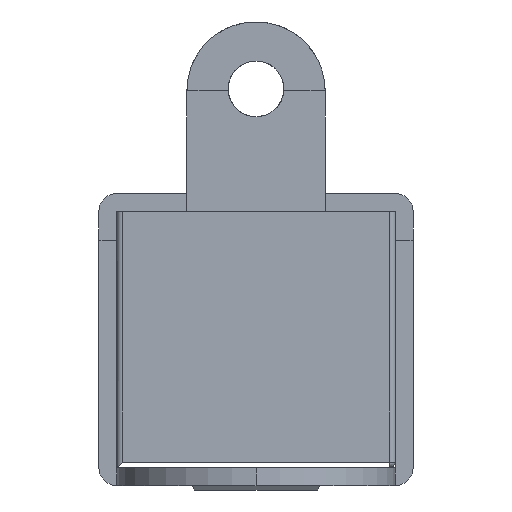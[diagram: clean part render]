
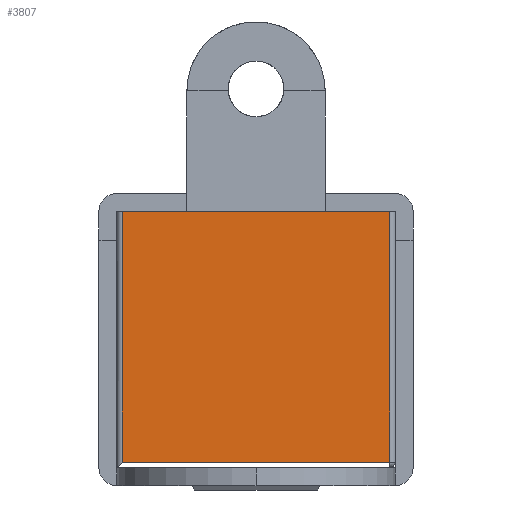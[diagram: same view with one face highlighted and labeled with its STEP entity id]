
A CAD part, left-side view. The second image highlights one B-rep face of the part: STEP entity #3807.
In plain terms, the highlighted planar face has unit normal (-1, 0, 0).
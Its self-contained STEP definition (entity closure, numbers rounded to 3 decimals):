
#55 = LINE ( 'NONE', #2722, #1749 ) ;
#257 = AXIS2_PLACEMENT_3D ( 'NONE', #3632, #3011, #1143 ) ;
#597 = VERTEX_POINT ( 'NONE', #3474 ) ;
#680 = ORIENTED_EDGE ( 'NONE', *, *, #2046, .F. ) ;
#738 = CARTESIAN_POINT ( 'NONE',  ( -1.554, 30.79, 36.63 ) ) ;
#744 = CARTESIAN_POINT ( 'NONE',  ( -1.554, 18.79, 36.63 ) ) ;
#807 = DIRECTION ( 'NONE',  ( 0., 0., -1. ) ) ;
#809 = VECTOR ( 'NONE', #925, 1000. ) ;
#925 = DIRECTION ( 'NONE',  ( 0., 0., 1. ) ) ;
#934 = EDGE_CURVE ( 'NONE', #597, #2997, #2816, .T. ) ;
#943 = CARTESIAN_POINT ( 'NONE',  ( -1.554, 30.79, 25.38 ) ) ;
#946 = CARTESIAN_POINT ( 'NONE',  ( -1.554, 18.79, 25.38 ) ) ;
#1143 = DIRECTION ( 'NONE',  ( 0., 0., -1. ) ) ;
#1264 = EDGE_CURVE ( 'NONE', #1563, #1773, #55, .T. ) ;
#1541 = ORIENTED_EDGE ( 'NONE', *, *, #1264, .F. ) ;
#1563 = VERTEX_POINT ( 'NONE', #946 ) ;
#1651 = FACE_OUTER_BOUND ( 'NONE', #1714, .T. ) ;
#1661 = LINE ( 'NONE', #738, #809 ) ;
#1714 = EDGE_LOOP ( 'NONE', ( #2352, #1541, #680, #3918 ) ) ;
#1749 = VECTOR ( 'NONE', #3962, 1000. ) ;
#1759 = EDGE_CURVE ( 'NONE', #1773, #597, #1661, .T. ) ;
#1773 = VERTEX_POINT ( 'NONE', #943 ) ;
#1826 = CARTESIAN_POINT ( 'NONE',  ( -1.554, 18.79, 36.63 ) ) ;
#1988 = VECTOR ( 'NONE', #3415, 1000. ) ;
#2046 = EDGE_CURVE ( 'NONE', #2997, #1563, #2291, .T. ) ;
#2291 = LINE ( 'NONE', #1826, #3950 ) ;
#2352 = ORIENTED_EDGE ( 'NONE', *, *, #1759, .F. ) ;
#2382 = PLANE ( 'NONE',  #257 ) ;
#2722 = CARTESIAN_POINT ( 'NONE',  ( -1.554, 18.54, 25.38 ) ) ;
#2816 = LINE ( 'NONE', #3431, #1988 ) ;
#2997 = VERTEX_POINT ( 'NONE', #744 ) ;
#3011 = DIRECTION ( 'NONE',  ( 1., 0., 0. ) ) ;
#3415 = DIRECTION ( 'NONE',  ( 0., -1., 0. ) ) ;
#3431 = CARTESIAN_POINT ( 'NONE',  ( -1.554, 24.79, 36.63 ) ) ;
#3474 = CARTESIAN_POINT ( 'NONE',  ( -1.554, 30.79, 36.63 ) ) ;
#3632 = CARTESIAN_POINT ( 'NONE',  ( -1.554, 18.54, 36.63 ) ) ;
#3807 = ADVANCED_FACE ( 'NONE', ( #1651 ), #2382, .F. ) ;
#3918 = ORIENTED_EDGE ( 'NONE', *, *, #934, .F. ) ;
#3950 = VECTOR ( 'NONE', #807, 1000. ) ;
#3962 = DIRECTION ( 'NONE',  ( 0., 1., 0. ) ) ;
